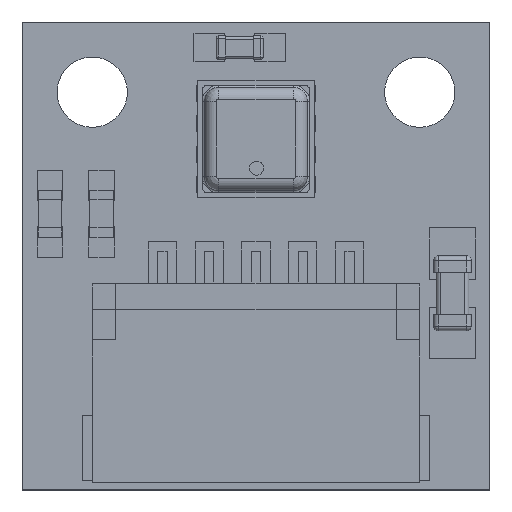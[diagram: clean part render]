
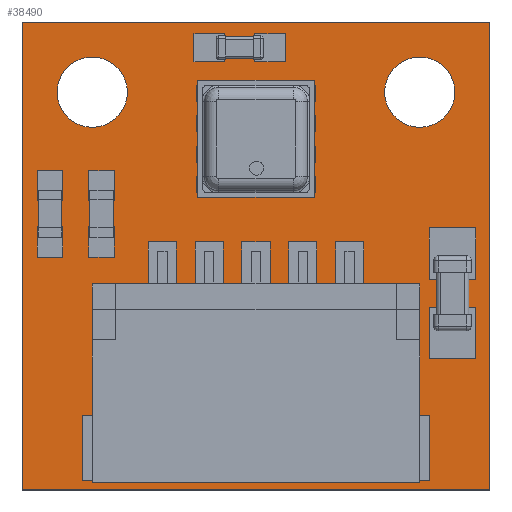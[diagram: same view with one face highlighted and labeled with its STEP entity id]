
A CAD part, top view. The second image highlights one B-rep face of the part: STEP entity #38490.
In plain terms, the highlighted planar face has unit normal (0, 0, 1).
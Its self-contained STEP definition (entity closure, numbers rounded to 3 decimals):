
#38014 = VERTEX_POINT('',#38015);
#38015 = CARTESIAN_POINT('',(15.,10.,0.6));
#38022 = PLANE('',#38023);
#38023 = AXIS2_PLACEMENT_3D('',#38024,#38025,#38026);
#38024 = CARTESIAN_POINT('',(15.,10.,0.));
#38025 = DIRECTION('',(0.,1.,0.));
#38026 = DIRECTION('',(1.,0.,0.));
#38034 = PLANE('',#38035);
#38035 = AXIS2_PLACEMENT_3D('',#38036,#38037,#38038);
#38036 = CARTESIAN_POINT('',(15.,20.,0.));
#38037 = DIRECTION('',(1.,0.,0.));
#38038 = DIRECTION('',(0.,-1.,0.));
#38046 = EDGE_CURVE('',#38014,#38047,#38049,.T.);
#38047 = VERTEX_POINT('',#38048);
#38048 = CARTESIAN_POINT('',(25.,10.,0.6));
#38049 = SURFACE_CURVE('',#38050,(#38054,#38061),.PCURVE_S1.);
#38050 = LINE('',#38051,#38052);
#38051 = CARTESIAN_POINT('',(15.,10.,0.6));
#38052 = VECTOR('',#38053,1.);
#38053 = DIRECTION('',(1.,0.,0.));
#38054 = PCURVE('',#38022,#38055);
#38055 = DEFINITIONAL_REPRESENTATION('',(#38056),#38060);
#38056 = LINE('',#38057,#38058);
#38057 = CARTESIAN_POINT('',(0.,-0.6));
#38058 = VECTOR('',#38059,1.);
#38059 = DIRECTION('',(1.,0.));
#38060 = ( GEOMETRIC_REPRESENTATION_CONTEXT(2) 
PARAMETRIC_REPRESENTATION_CONTEXT() REPRESENTATION_CONTEXT('2D SPACE',''
  ) );
#38061 = PCURVE('',#38062,#38067);
#38062 = PLANE('',#38063);
#38063 = AXIS2_PLACEMENT_3D('',#38064,#38065,#38066);
#38064 = CARTESIAN_POINT('',(20.,15.,0.6));
#38065 = DIRECTION('',(0.,0.,1.));
#38066 = DIRECTION('',(1.,0.,-0.));
#38067 = DEFINITIONAL_REPRESENTATION('',(#38068),#38072);
#38068 = LINE('',#38069,#38070);
#38069 = CARTESIAN_POINT('',(-5.,-5.));
#38070 = VECTOR('',#38071,1.);
#38071 = DIRECTION('',(1.,0.));
#38072 = ( GEOMETRIC_REPRESENTATION_CONTEXT(2) 
PARAMETRIC_REPRESENTATION_CONTEXT() REPRESENTATION_CONTEXT('2D SPACE',''
  ) );
#38090 = PLANE('',#38091);
#38091 = AXIS2_PLACEMENT_3D('',#38092,#38093,#38094);
#38092 = CARTESIAN_POINT('',(25.,10.,0.));
#38093 = DIRECTION('',(-1.,0.,0.));
#38094 = DIRECTION('',(0.,1.,0.));
#38134 = VERTEX_POINT('',#38135);
#38135 = CARTESIAN_POINT('',(15.,20.,0.6));
#38149 = PLANE('',#38150);
#38150 = AXIS2_PLACEMENT_3D('',#38151,#38152,#38153);
#38151 = CARTESIAN_POINT('',(25.,20.,0.));
#38152 = DIRECTION('',(0.,-1.,0.));
#38153 = DIRECTION('',(-1.,0.,0.));
#38161 = EDGE_CURVE('',#38134,#38014,#38162,.T.);
#38162 = SURFACE_CURVE('',#38163,(#38167,#38174),.PCURVE_S1.);
#38163 = LINE('',#38164,#38165);
#38164 = CARTESIAN_POINT('',(15.,20.,0.6));
#38165 = VECTOR('',#38166,1.);
#38166 = DIRECTION('',(0.,-1.,0.));
#38167 = PCURVE('',#38034,#38168);
#38168 = DEFINITIONAL_REPRESENTATION('',(#38169),#38173);
#38169 = LINE('',#38170,#38171);
#38170 = CARTESIAN_POINT('',(0.,-0.6));
#38171 = VECTOR('',#38172,1.);
#38172 = DIRECTION('',(1.,0.));
#38173 = ( GEOMETRIC_REPRESENTATION_CONTEXT(2) 
PARAMETRIC_REPRESENTATION_CONTEXT() REPRESENTATION_CONTEXT('2D SPACE',''
  ) );
#38174 = PCURVE('',#38062,#38175);
#38175 = DEFINITIONAL_REPRESENTATION('',(#38176),#38180);
#38176 = LINE('',#38177,#38178);
#38177 = CARTESIAN_POINT('',(-5.,5.));
#38178 = VECTOR('',#38179,1.);
#38179 = DIRECTION('',(0.,-1.));
#38180 = ( GEOMETRIC_REPRESENTATION_CONTEXT(2) 
PARAMETRIC_REPRESENTATION_CONTEXT() REPRESENTATION_CONTEXT('2D SPACE',''
  ) );
#38208 = EDGE_CURVE('',#38047,#38209,#38211,.T.);
#38209 = VERTEX_POINT('',#38210);
#38210 = CARTESIAN_POINT('',(25.,20.,0.6));
#38211 = SURFACE_CURVE('',#38212,(#38216,#38223),.PCURVE_S1.);
#38212 = LINE('',#38213,#38214);
#38213 = CARTESIAN_POINT('',(25.,10.,0.6));
#38214 = VECTOR('',#38215,1.);
#38215 = DIRECTION('',(0.,1.,0.));
#38216 = PCURVE('',#38090,#38217);
#38217 = DEFINITIONAL_REPRESENTATION('',(#38218),#38222);
#38218 = LINE('',#38219,#38220);
#38219 = CARTESIAN_POINT('',(0.,-0.6));
#38220 = VECTOR('',#38221,1.);
#38221 = DIRECTION('',(1.,0.));
#38222 = ( GEOMETRIC_REPRESENTATION_CONTEXT(2) 
PARAMETRIC_REPRESENTATION_CONTEXT() REPRESENTATION_CONTEXT('2D SPACE',''
  ) );
#38223 = PCURVE('',#38062,#38224);
#38224 = DEFINITIONAL_REPRESENTATION('',(#38225),#38229);
#38225 = LINE('',#38226,#38227);
#38226 = CARTESIAN_POINT('',(5.,-5.));
#38227 = VECTOR('',#38228,1.);
#38228 = DIRECTION('',(0.,1.));
#38229 = ( GEOMETRIC_REPRESENTATION_CONTEXT(2) 
PARAMETRIC_REPRESENTATION_CONTEXT() REPRESENTATION_CONTEXT('2D SPACE',''
  ) );
#38279 = EDGE_CURVE('',#38209,#38134,#38280,.T.);
#38280 = SURFACE_CURVE('',#38281,(#38285,#38292),.PCURVE_S1.);
#38281 = LINE('',#38282,#38283);
#38282 = CARTESIAN_POINT('',(25.,20.,0.6));
#38283 = VECTOR('',#38284,1.);
#38284 = DIRECTION('',(-1.,0.,0.));
#38285 = PCURVE('',#38149,#38286);
#38286 = DEFINITIONAL_REPRESENTATION('',(#38287),#38291);
#38287 = LINE('',#38288,#38289);
#38288 = CARTESIAN_POINT('',(0.,-0.6));
#38289 = VECTOR('',#38290,1.);
#38290 = DIRECTION('',(1.,0.));
#38291 = ( GEOMETRIC_REPRESENTATION_CONTEXT(2) 
PARAMETRIC_REPRESENTATION_CONTEXT() REPRESENTATION_CONTEXT('2D SPACE',''
  ) );
#38292 = PCURVE('',#38062,#38293);
#38293 = DEFINITIONAL_REPRESENTATION('',(#38294),#38298);
#38294 = LINE('',#38295,#38296);
#38295 = CARTESIAN_POINT('',(5.,5.));
#38296 = VECTOR('',#38297,1.);
#38297 = DIRECTION('',(-1.,0.));
#38298 = ( GEOMETRIC_REPRESENTATION_CONTEXT(2) 
PARAMETRIC_REPRESENTATION_CONTEXT() REPRESENTATION_CONTEXT('2D SPACE',''
  ) );
#38335 = CYLINDRICAL_SURFACE('',#38336,0.751);
#38336 = AXIS2_PLACEMENT_3D('',#38337,#38338,#38339);
#38337 = CARTESIAN_POINT('',(16.5,18.5,0.));
#38338 = DIRECTION('',(-0.,-0.,-1.));
#38339 = DIRECTION('',(1.,0.,0.));
#38355 = VERTEX_POINT('',#38356);
#38356 = CARTESIAN_POINT('',(17.251,18.5,0.6));
#38377 = EDGE_CURVE('',#38355,#38355,#38378,.T.);
#38378 = SURFACE_CURVE('',#38379,(#38384,#38391),.PCURVE_S1.);
#38379 = CIRCLE('',#38380,0.751);
#38380 = AXIS2_PLACEMENT_3D('',#38381,#38382,#38383);
#38381 = CARTESIAN_POINT('',(16.5,18.5,0.6));
#38382 = DIRECTION('',(0.,0.,1.));
#38383 = DIRECTION('',(1.,0.,-0.));
#38384 = PCURVE('',#38335,#38385);
#38385 = DEFINITIONAL_REPRESENTATION('',(#38386),#38390);
#38386 = LINE('',#38387,#38388);
#38387 = CARTESIAN_POINT('',(6.283,-0.6));
#38388 = VECTOR('',#38389,1.);
#38389 = DIRECTION('',(-1.,0.));
#38390 = ( GEOMETRIC_REPRESENTATION_CONTEXT(2) 
PARAMETRIC_REPRESENTATION_CONTEXT() REPRESENTATION_CONTEXT('2D SPACE',''
  ) );
#38391 = PCURVE('',#38062,#38392);
#38392 = DEFINITIONAL_REPRESENTATION('',(#38393),#38397);
#38393 = CIRCLE('',#38394,0.751);
#38394 = AXIS2_PLACEMENT_2D('',#38395,#38396);
#38395 = CARTESIAN_POINT('',(-3.5,3.5));
#38396 = DIRECTION('',(1.,0.));
#38397 = ( GEOMETRIC_REPRESENTATION_CONTEXT(2) 
PARAMETRIC_REPRESENTATION_CONTEXT() REPRESENTATION_CONTEXT('2D SPACE',''
  ) );
#38413 = CYLINDRICAL_SURFACE('',#38414,0.751);
#38414 = AXIS2_PLACEMENT_3D('',#38415,#38416,#38417);
#38415 = CARTESIAN_POINT('',(23.5,18.5,0.));
#38416 = DIRECTION('',(-0.,-0.,-1.));
#38417 = DIRECTION('',(1.,0.,0.));
#38433 = VERTEX_POINT('',#38434);
#38434 = CARTESIAN_POINT('',(24.251,18.5,0.6));
#38455 = EDGE_CURVE('',#38433,#38433,#38456,.T.);
#38456 = SURFACE_CURVE('',#38457,(#38462,#38469),.PCURVE_S1.);
#38457 = CIRCLE('',#38458,0.751);
#38458 = AXIS2_PLACEMENT_3D('',#38459,#38460,#38461);
#38459 = CARTESIAN_POINT('',(23.5,18.5,0.6));
#38460 = DIRECTION('',(0.,0.,1.));
#38461 = DIRECTION('',(1.,0.,-0.));
#38462 = PCURVE('',#38413,#38463);
#38463 = DEFINITIONAL_REPRESENTATION('',(#38464),#38468);
#38464 = LINE('',#38465,#38466);
#38465 = CARTESIAN_POINT('',(6.283,-0.6));
#38466 = VECTOR('',#38467,1.);
#38467 = DIRECTION('',(-1.,0.));
#38468 = ( GEOMETRIC_REPRESENTATION_CONTEXT(2) 
PARAMETRIC_REPRESENTATION_CONTEXT() REPRESENTATION_CONTEXT('2D SPACE',''
  ) );
#38469 = PCURVE('',#38062,#38470);
#38470 = DEFINITIONAL_REPRESENTATION('',(#38471),#38475);
#38471 = CIRCLE('',#38472,0.751);
#38472 = AXIS2_PLACEMENT_2D('',#38473,#38474);
#38473 = CARTESIAN_POINT('',(3.5,3.5));
#38474 = DIRECTION('',(1.,0.));
#38475 = ( GEOMETRIC_REPRESENTATION_CONTEXT(2) 
PARAMETRIC_REPRESENTATION_CONTEXT() REPRESENTATION_CONTEXT('2D SPACE',''
  ) );
#38490 = ADVANCED_FACE('',(#38491,#38497,#38500),#38062,.T.);
#38491 = FACE_BOUND('',#38492,.T.);
#38492 = EDGE_LOOP('',(#38493,#38494,#38495,#38496));
#38493 = ORIENTED_EDGE('',*,*,#38046,.T.);
#38494 = ORIENTED_EDGE('',*,*,#38208,.T.);
#38495 = ORIENTED_EDGE('',*,*,#38279,.T.);
#38496 = ORIENTED_EDGE('',*,*,#38161,.T.);
#38497 = FACE_BOUND('',#38498,.T.);
#38498 = EDGE_LOOP('',(#38499));
#38499 = ORIENTED_EDGE('',*,*,#38377,.F.);
#38500 = FACE_BOUND('',#38501,.T.);
#38501 = EDGE_LOOP('',(#38502));
#38502 = ORIENTED_EDGE('',*,*,#38455,.F.);
